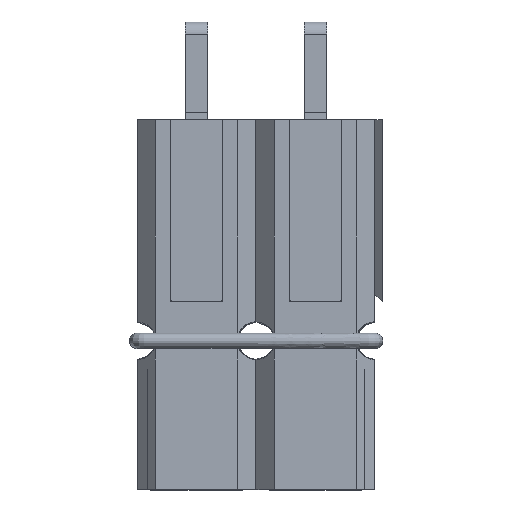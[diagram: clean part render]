
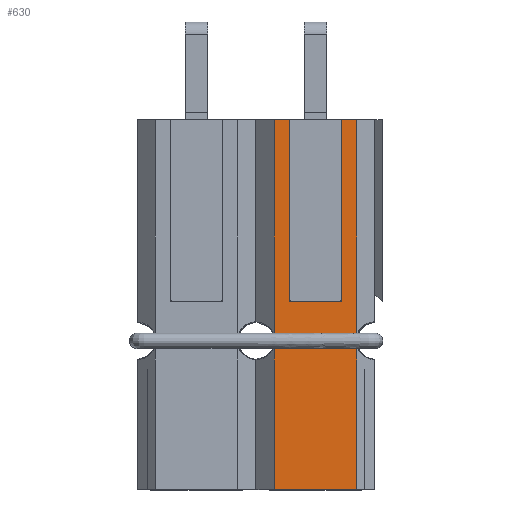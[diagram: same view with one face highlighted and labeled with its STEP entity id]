
A CAD part, top view. The second image highlights one B-rep face of the part: STEP entity #630.
In plain terms, the highlighted planar face has unit normal (0, 0, 1).
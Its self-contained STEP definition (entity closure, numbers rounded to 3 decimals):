
#197=(
BOUNDED_CURVE()
B_SPLINE_CURVE(2,(#8691,#8692,#8693),.UNSPECIFIED.,.F.,.F.)
B_SPLINE_CURVE_WITH_KNOTS((3,3),(0.,0.355),.UNSPECIFIED.)
CURVE()
GEOMETRIC_REPRESENTATION_ITEM()
RATIONAL_B_SPLINE_CURVE((1.,0.99,1.))
REPRESENTATION_ITEM($)
);
#201=(
BOUNDED_CURVE()
B_SPLINE_CURVE(2,(#8903,#8904,#8905),.UNSPECIFIED.,.F.,.F.)
B_SPLINE_CURVE_WITH_KNOTS((3,3),(0.,0.355),.UNSPECIFIED.)
CURVE()
GEOMETRIC_REPRESENTATION_ITEM()
RATIONAL_B_SPLINE_CURVE((1.,0.99,1.))
REPRESENTATION_ITEM($)
);
#202=(
BOUNDED_CURVE()
B_SPLINE_CURVE(2,(#8910,#8911,#8912),.UNSPECIFIED.,.F.,.F.)
B_SPLINE_CURVE_WITH_KNOTS((3,3),(0.,0.709),.UNSPECIFIED.)
CURVE()
GEOMETRIC_REPRESENTATION_ITEM()
RATIONAL_B_SPLINE_CURVE((1.,0.96,1.))
REPRESENTATION_ITEM($)
);
#630=ADVANCED_FACE($,(#962),#4742,.T.);
#962=FACE_OUTER_BOUND($,#1298,.T.);
#1298=EDGE_LOOP($,(#2343,#2344,#2345,#2346,#2347,#2348,#2349,#2350,#2351,
#2352,#2353,#2354,#2355));
#2343=ORIENTED_EDGE($,*,*,#3663,.T.);
#2344=ORIENTED_EDGE($,*,*,#3571,.T.);
#2345=ORIENTED_EDGE($,*,*,#3664,.T.);
#2346=ORIENTED_EDGE($,*,*,#3634,.T.);
#2347=ORIENTED_EDGE($,*,*,#3665,.T.);
#2348=ORIENTED_EDGE($,*,*,#3666,.T.);
#2349=ORIENTED_EDGE($,*,*,#3667,.T.);
#2350=ORIENTED_EDGE($,*,*,#3595,.T.);
#2351=ORIENTED_EDGE($,*,*,#3668,.T.);
#2352=ORIENTED_EDGE($,*,*,#3669,.T.);
#2353=ORIENTED_EDGE($,*,*,#3670,.T.);
#2354=ORIENTED_EDGE($,*,*,#3591,.T.);
#2355=ORIENTED_EDGE($,*,*,#3671,.T.);
#3571=EDGE_CURVE($,#4302,#4303,#197,.T.);
#3591=EDGE_CURVE($,#4323,#4322,#5195,.T.);
#3595=EDGE_CURVE($,#4327,#4326,#5199,.T.);
#3634=EDGE_CURVE($,#4362,#4363,#5238,.T.);
#3663=EDGE_CURVE($,#4383,#4302,#201,.T.);
#3664=EDGE_CURVE($,#4303,#4362,#5265,.T.);
#3665=EDGE_CURVE($,#4363,#4384,#5266,.T.);
#3666=EDGE_CURVE($,#4384,#4385,#202,.T.);
#3667=EDGE_CURVE($,#4385,#4327,#5267,.T.);
#3668=EDGE_CURVE($,#4326,#4386,#5268,.T.);
#3669=EDGE_CURVE($,#4386,#4387,#5269,.T.);
#3670=EDGE_CURVE($,#4387,#4323,#5270,.T.);
#3671=EDGE_CURVE($,#4322,#4383,#5271,.T.);
#4302=VERTEX_POINT($,#9121);
#4303=VERTEX_POINT($,#9122);
#4322=VERTEX_POINT($,#9141);
#4323=VERTEX_POINT($,#9142);
#4326=VERTEX_POINT($,#9145);
#4327=VERTEX_POINT($,#9146);
#4362=VERTEX_POINT($,#9181);
#4363=VERTEX_POINT($,#9182);
#4383=VERTEX_POINT($,#9202);
#4384=VERTEX_POINT($,#9203);
#4385=VERTEX_POINT($,#9204);
#4386=VERTEX_POINT($,#9205);
#4387=VERTEX_POINT($,#9206);
#4742=PLANE($,#5760);
#5195=B_SPLINE_CURVE_WITH_KNOTS($,1,(#8757,#8758),.UNSPECIFIED.,.F.,.F.,
(2,2),(-1.5,0.),.UNSPECIFIED.);
#5199=B_SPLINE_CURVE_WITH_KNOTS($,1,(#8765,#8766),.UNSPECIFIED.,.F.,.F.,
(2,2),(-1.5,0.),.UNSPECIFIED.);
#5238=B_SPLINE_CURVE_WITH_KNOTS($,1,(#8843,#8844),.UNSPECIFIED.,.F.,.F.,
(2,2),(-5.5,0.),.UNSPECIFIED.);
#5265=B_SPLINE_CURVE_WITH_KNOTS($,1,(#8906,#8907),.UNSPECIFIED.,.F.,.F.,
(2,2),(0.,9.55),.UNSPECIFIED.);
#5266=B_SPLINE_CURVE_WITH_KNOTS($,1,(#8908,#8909),.UNSPECIFIED.,.F.,.F.,
(2,2),(0.,9.55),.UNSPECIFIED.);
#5267=B_SPLINE_CURVE_WITH_KNOTS($,1,(#8913,#8914),.UNSPECIFIED.,.F.,.F.,
(2,2),(0.,14.35),.UNSPECIFIED.);
#5268=B_SPLINE_CURVE_WITH_KNOTS($,1,(#8915,#8916),.UNSPECIFIED.,.F.,.F.,
(2,2),(-11.6,0.),.UNSPECIFIED.);
#5269=B_SPLINE_CURVE_WITH_KNOTS($,1,(#8917,#8918),.UNSPECIFIED.,.F.,.F.,
(2,2),(-2.5,0.),.UNSPECIFIED.);
#5270=B_SPLINE_CURVE_WITH_KNOTS($,1,(#8919,#8920),.UNSPECIFIED.,.F.,.F.,
(2,2),(0.,11.6),.UNSPECIFIED.);
#5271=B_SPLINE_CURVE_WITH_KNOTS($,1,(#8921,#8922),.UNSPECIFIED.,.F.,.F.,
(2,2),(0.,14.35),.UNSPECIFIED.);
#5760=AXIS2_PLACEMENT_3D($,#9063,#6038,$);
#6038=DIRECTION($,(0.,0.,1.));
#8691=CARTESIAN_POINT($,(1.25,10.,15.9));
#8692=CARTESIAN_POINT($,(1.25,9.821,15.9));
#8693=CARTESIAN_POINT($,(1.2,9.65,15.9));
#8757=CARTESIAN_POINT($,(2.7,24.7,15.9));
#8758=CARTESIAN_POINT($,(1.2,24.7,15.9));
#8765=CARTESIAN_POINT($,(6.7,24.7,15.9));
#8766=CARTESIAN_POINT($,(5.2,24.7,15.9));
#8843=CARTESIAN_POINT($,(1.2,0.1,15.9));
#8844=CARTESIAN_POINT($,(6.7,0.1,15.9));
#8903=CARTESIAN_POINT($,(1.2,10.35,15.9));
#8904=CARTESIAN_POINT($,(1.25,10.179,15.9));
#8905=CARTESIAN_POINT($,(1.25,10.,15.9));
#8906=CARTESIAN_POINT($,(1.2,9.65,15.9));
#8907=CARTESIAN_POINT($,(1.2,0.1,15.9));
#8908=CARTESIAN_POINT($,(6.7,0.1,15.9));
#8909=CARTESIAN_POINT($,(6.7,9.65,15.9));
#8910=CARTESIAN_POINT($,(6.7,9.65,15.9));
#8911=CARTESIAN_POINT($,(6.598,10.,15.9));
#8912=CARTESIAN_POINT($,(6.7,10.35,15.9));
#8913=CARTESIAN_POINT($,(6.7,10.35,15.9));
#8914=CARTESIAN_POINT($,(6.7,24.7,15.9));
#8915=CARTESIAN_POINT($,(5.2,24.7,15.9));
#8916=CARTESIAN_POINT($,(5.2,13.1,15.9));
#8917=CARTESIAN_POINT($,(5.2,13.1,15.9));
#8918=CARTESIAN_POINT($,(2.7,13.1,15.9));
#8919=CARTESIAN_POINT($,(2.7,13.1,15.9));
#8920=CARTESIAN_POINT($,(2.7,24.7,15.9));
#8921=CARTESIAN_POINT($,(1.2,24.7,15.9));
#8922=CARTESIAN_POINT($,(1.2,10.35,15.9));
#9063=CARTESIAN_POINT($,(6.7,24.7,15.9));
#9121=CARTESIAN_POINT($,(1.25,10.,15.9));
#9122=CARTESIAN_POINT($,(1.2,9.65,15.9));
#9141=CARTESIAN_POINT($,(1.2,24.7,15.9));
#9142=CARTESIAN_POINT($,(2.7,24.7,15.9));
#9145=CARTESIAN_POINT($,(5.2,24.7,15.9));
#9146=CARTESIAN_POINT($,(6.7,24.7,15.9));
#9181=CARTESIAN_POINT($,(1.2,0.1,15.9));
#9182=CARTESIAN_POINT($,(6.7,0.1,15.9));
#9202=CARTESIAN_POINT($,(1.2,10.35,15.9));
#9203=CARTESIAN_POINT($,(6.7,9.65,15.9));
#9204=CARTESIAN_POINT($,(6.7,10.35,15.9));
#9205=CARTESIAN_POINT($,(5.2,13.1,15.9));
#9206=CARTESIAN_POINT($,(2.7,13.1,15.9));
